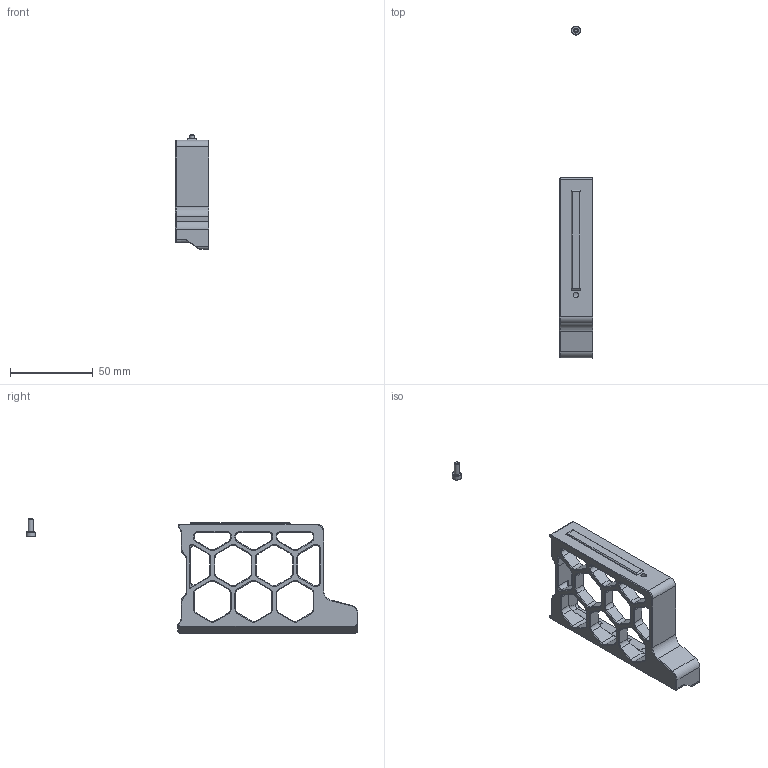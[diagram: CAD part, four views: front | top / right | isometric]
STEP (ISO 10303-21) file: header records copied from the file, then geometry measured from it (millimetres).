
FILE_DESCRIPTION(/* description */ (''),/* implementation_level */ '2;1');
FILE_NAME(/* name */ 'Side Skirt A Vorlong.step',/* time_stamp */ '2025-11-13T18:14:28+01:00',/* author */ (''),/* organization */ (''),/* preprocessor_version */ 'ST-DEVELOPER v20.1',/* originating_system */ 'Autodesk Translation Framework v14.21.0.0',/* authorisation */ '');
FILE_SCHEMA (('AUTOMOTIVE_DESIGN { 1 0 10303 214 3 1 1 }'));
Length unit declared in the file: millimetre
Products named in the file (3): Side Skirt A Vorlong; 350 (5) (1); M3x8 SHCS (41) (1)
Assembly tree (2 placements, depth 2):
  Side Skirt A Vorlong
    350 (5) (1)
    M3x8 SHCS (41) (1)
Bounding box: 20 x 200.75 x 69.4 mm (x, y, z)
Volume: 33988.2 mm3; surface area: 20636.6 mm2
Topology: 2 solids, 2 shells, 367 faces, 958 edges, 588 vertices
Faces by surface type: plane 169, cylinder 109, cone 76, torus 7, bspline 6
Full cylindrical faces by diameter (mm): 3 x1, 3.4 x1, 5.5 x1, 6 x1
Entity records: 11741 total; most frequent: CARTESIAN_POINT 2570, DIRECTION 1927, ORIENTED_EDGE 1914, EDGE_CURVE 957, AXIS2_PLACEMENT_3D 679, VERTEX_POINT 588, LINE 569, VECTOR 569
